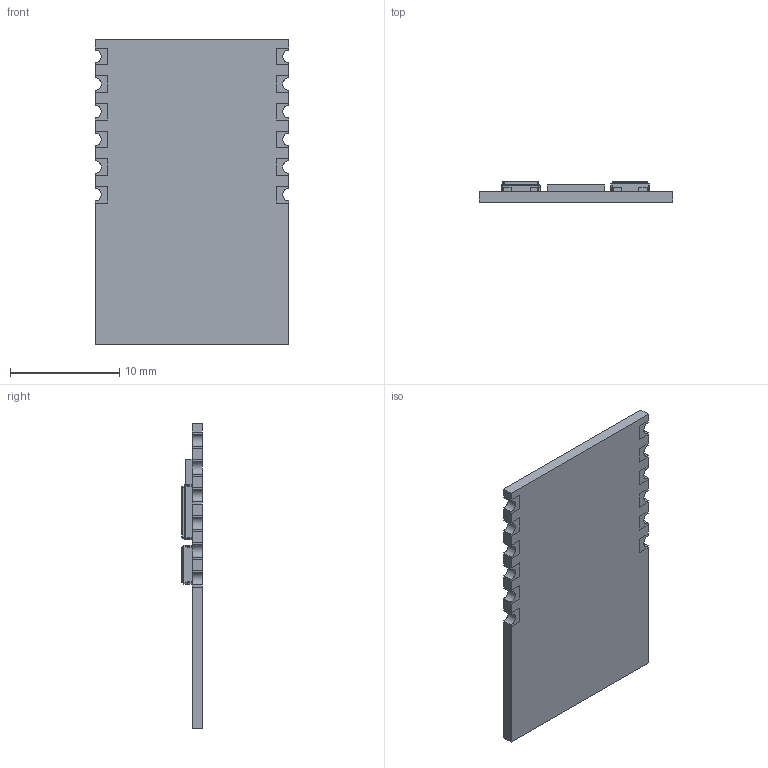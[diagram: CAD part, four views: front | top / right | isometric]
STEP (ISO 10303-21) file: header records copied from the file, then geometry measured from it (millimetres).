
FILE_DESCRIPTION (( 'STEP AP214' ), '1' );
FILE_NAME ('MRF89XAM9A-I-RM.STEP', '2018-11-07T10:41:14', ( '' ), ( '' ), 'SwSTEP 2.0', 'SolidWorks 2017', '' );
FILE_SCHEMA (( 'AUTOMOTIVE_DESIGN' ));
Length unit declared in the file: inch
Products named in the file (4): MRF89XAM9A-I-RM; chip 1; board MRF89XAM9A-IRM; chip 2
Assembly tree (3 placements, depth 2):
  MRF89XAM9A-I-RM
    board MRF89XAM9A-IRM
    chip 1
    chip 2
Bounding box: 17.78 x 1.91 x 27.94 mm (x, y, z)
Volume: 507.4 mm3; surface area: 1704.1 mm2
Topology: 30 solids, 30 shells, 476 faces, 1220 edges, 808 vertices
Faces by surface type: plane 364, cylinder 104, torus 8
Entity records: 15935 total; most frequent: CARTESIAN_POINT 2510, ORIENTED_EDGE 2440, DIRECTION 2400, EDGE_CURVE 1220, VECTOR 1004, LINE 1004, VERTEX_POINT 808, AXIS2_PLACEMENT_3D 698
